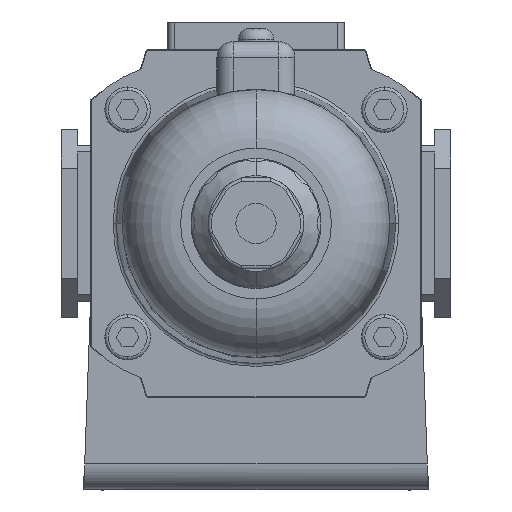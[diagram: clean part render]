
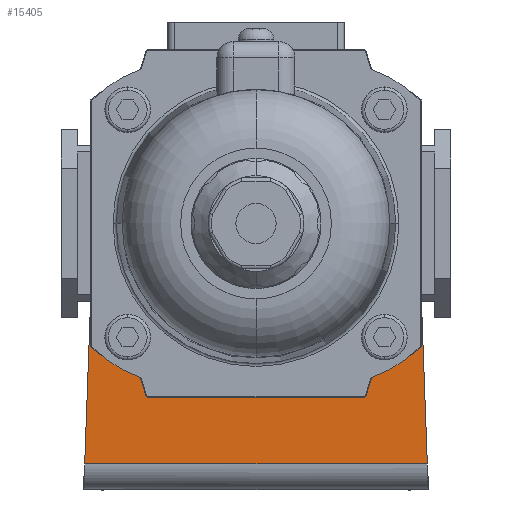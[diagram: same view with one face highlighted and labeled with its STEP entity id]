
A CAD part, front view. The second image highlights one B-rep face of the part: STEP entity #15405.
In plain terms, the highlighted planar face has unit normal (0, -1, 0).
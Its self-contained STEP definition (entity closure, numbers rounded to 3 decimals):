
#67 = VERTEX_POINT ( 'NONE', #5727 ) ;
#79 = VERTEX_POINT ( 'NONE', #5298 ) ;
#175 = LINE ( 'NONE', #10669, #3456 ) ;
#501 = ORIENTED_EDGE ( 'NONE', *, *, #10938, .F. ) ;
#765 = CIRCLE ( 'NONE', #13599, 25. ) ;
#919 = DIRECTION ( 'NONE',  ( 1., 0., 0. ) ) ;
#938 = CARTESIAN_POINT ( 'NONE',  ( 24.984, 31., 0.904 ) ) ;
#1358 = VECTOR ( 'NONE', #2578, 1000. ) ;
#1908 = LINE ( 'NONE', #10560, #10453 ) ;
#1916 = AXIS2_PLACEMENT_3D ( 'NONE', #3390, #14596, #5007 ) ;
#1963 = DIRECTION ( 'NONE',  ( 0., 1., 0. ) ) ;
#2578 = DIRECTION ( 'NONE',  ( 0.036, 0., -0.999 ) ) ;
#3159 = EDGE_CURVE ( 'NONE', #16418, #3370, #175, .T. ) ;
#3370 = VERTEX_POINT ( 'NONE', #14652 ) ;
#3390 = CARTESIAN_POINT ( 'NONE',  ( 0., 31., 0. ) ) ;
#3456 = VECTOR ( 'NONE', #4211, 1000. ) ;
#4211 = DIRECTION ( 'NONE',  ( 0.036, 0., 0.999 ) ) ;
#4485 = AXIS2_PLACEMENT_3D ( 'NONE', #17115, #7538, #18706 ) ;
#4938 = EDGE_CURVE ( 'NONE', #16418, #79, #1908, .T. ) ;
#5007 = DIRECTION ( 'NONE',  ( -1., 0., 0. ) ) ;
#5298 = CARTESIAN_POINT ( 'NONE',  ( 26.355, 31., -37. ) ) ;
#5727 = CARTESIAN_POINT ( 'NONE',  ( 24.984, 31., 0.904 ) ) ;
#6178 = CARTESIAN_POINT ( 'NONE',  ( -26.355, 31., -37. ) ) ;
#6467 = EDGE_CURVE ( 'NONE', #3370, #67, #765, .T. ) ;
#6628 = ORIENTED_EDGE ( 'NONE', *, *, #3159, .F. ) ;
#6836 = DIRECTION ( 'NONE',  ( 0., 1., 0. ) ) ;
#7008 = CARTESIAN_POINT ( 'NONE',  ( 15., 31., 0. ) ) ;
#7353 = EDGE_CURVE ( 'NONE', #17984, #10840, #16307, .T. ) ;
#7538 = DIRECTION ( 'NONE',  ( 0., 1., 0. ) ) ;
#7587 = EDGE_CURVE ( 'NONE', #10840, #17984, #17033, .T. ) ;
#7790 = FACE_BOUND ( 'NONE', #7848, .T. ) ;
#7799 = CARTESIAN_POINT ( 'NONE',  ( -15., 31., 0. ) ) ;
#7848 = EDGE_LOOP ( 'NONE', ( #18198, #18531 ) ) ;
#10453 = VECTOR ( 'NONE', #919, 1000. ) ;
#10560 = CARTESIAN_POINT ( 'NONE',  ( -26.5, 31., -37. ) ) ;
#10669 = CARTESIAN_POINT ( 'NONE',  ( -26.5, 31., -41. ) ) ;
#10840 = VERTEX_POINT ( 'NONE', #7008 ) ;
#10938 = EDGE_CURVE ( 'NONE', #67, #79, #14649, .T. ) ;
#13031 = ORIENTED_EDGE ( 'NONE', *, *, #6467, .F. ) ;
#13201 = DIRECTION ( 'NONE',  ( -1., 0., 0. ) ) ;
#13599 = AXIS2_PLACEMENT_3D ( 'NONE', #16436, #6836, #18017 ) ;
#14596 = DIRECTION ( 'NONE',  ( 0., 1., 0. ) ) ;
#14649 = LINE ( 'NONE', #938, #1358 ) ;
#14652 = CARTESIAN_POINT ( 'NONE',  ( -24.984, 31., 0.904 ) ) ;
#15405 = ADVANCED_FACE ( 'NONE', ( #7790, #15789 ), #17886, .F. ) ;
#15789 = FACE_OUTER_BOUND ( 'NONE', #16836, .T. ) ;
#15826 = ORIENTED_EDGE ( 'NONE', *, *, #4938, .T. ) ;
#16307 = CIRCLE ( 'NONE', #4485, 15. ) ;
#16418 = VERTEX_POINT ( 'NONE', #6178 ) ;
#16436 = CARTESIAN_POINT ( 'NONE',  ( 0., 31., 0. ) ) ;
#16771 = AXIS2_PLACEMENT_3D ( 'NONE', #17949, #1963, #13201 ) ;
#16836 = EDGE_LOOP ( 'NONE', ( #15826, #501, #13031, #6628 ) ) ;
#17033 = CIRCLE ( 'NONE', #1916, 15. ) ;
#17115 = CARTESIAN_POINT ( 'NONE',  ( 0., 31., 0. ) ) ;
#17886 = PLANE ( 'NONE',  #16771 ) ;
#17949 = CARTESIAN_POINT ( 'NONE',  ( 0., 31., 0. ) ) ;
#17984 = VERTEX_POINT ( 'NONE', #7799 ) ;
#18017 = DIRECTION ( 'NONE',  ( -1., 0., 0. ) ) ;
#18198 = ORIENTED_EDGE ( 'NONE', *, *, #7353, .T. ) ;
#18531 = ORIENTED_EDGE ( 'NONE', *, *, #7587, .T. ) ;
#18706 = DIRECTION ( 'NONE',  ( -1., 0., 0. ) ) ;
